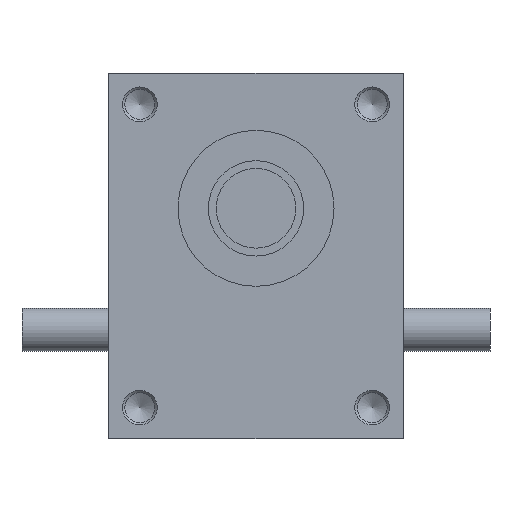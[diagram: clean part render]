
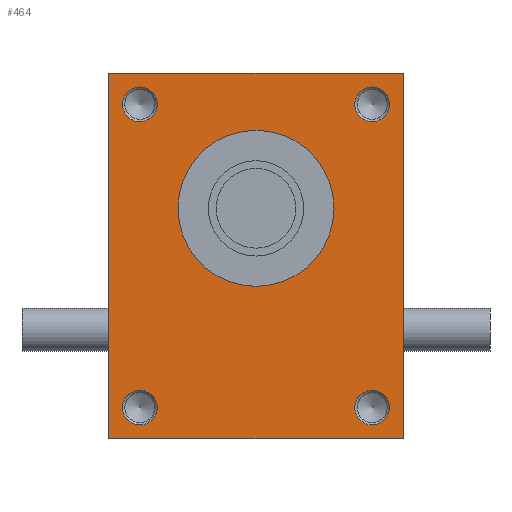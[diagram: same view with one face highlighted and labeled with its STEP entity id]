
A CAD part, front view. The second image highlights one B-rep face of the part: STEP entity #464.
In plain terms, the highlighted planar face has unit normal (0, -1, 0).
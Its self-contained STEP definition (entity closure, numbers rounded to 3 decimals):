
#464 = ADVANCED_FACE( '', ( #1005, #1006, #1007, #1008, #1009, #1010 ), #1011, .F. );
#1005 = FACE_BOUND( '', #1674, .T. );
#1006 = FACE_BOUND( '', #1675, .T. );
#1007 = FACE_BOUND( '', #1676, .T. );
#1008 = FACE_BOUND( '', #1677, .T. );
#1009 = FACE_BOUND( '', #1678, .T. );
#1010 = FACE_OUTER_BOUND( '', #1679, .T. );
#1011 = PLANE( '', #1680 );
#1674 = EDGE_LOOP( '', ( #2682 ) );
#1675 = EDGE_LOOP( '', ( #2683 ) );
#1676 = EDGE_LOOP( '', ( #2684 ) );
#1677 = EDGE_LOOP( '', ( #2685 ) );
#1678 = EDGE_LOOP( '', ( #2686 ) );
#1679 = EDGE_LOOP( '', ( #2687, #2688, #2689, #2690 ) );
#1680 = AXIS2_PLACEMENT_3D( '', #2691, #2692, #2693 );
#2682 = ORIENTED_EDGE( '', *, *, #3827, .F. );
#2683 = ORIENTED_EDGE( '', *, *, #3543, .F. );
#2684 = ORIENTED_EDGE( '', *, *, #3606, .F. );
#2685 = ORIENTED_EDGE( '', *, *, #3828, .F. );
#2686 = ORIENTED_EDGE( '', *, *, #3829, .T. );
#2687 = ORIENTED_EDGE( '', *, *, #3643, .T. );
#2688 = ORIENTED_EDGE( '', *, *, #3735, .F. );
#2689 = ORIENTED_EDGE( '', *, *, #3674, .F. );
#2690 = ORIENTED_EDGE( '', *, *, #3830, .T. );
#2691 = CARTESIAN_POINT( '', ( -85., -75., 105.5 ) );
#2692 = DIRECTION( '', ( 0., 1., 0. ) );
#2693 = DIRECTION( '', ( 0., 0., 1. ) );
#3543 = EDGE_CURVE( '', #4138, #4138, #4139, .T. );
#3606 = EDGE_CURVE( '', #4245, #4245, #4246, .T. );
#3643 = EDGE_CURVE( '', #4296, #4300, #4302, .T. );
#3674 = EDGE_CURVE( '', #4350, #4352, #4353, .T. );
#3735 = EDGE_CURVE( '', #4352, #4300, #4449, .T. );
#3827 = EDGE_CURVE( '', #4581, #4581, #4582, .T. );
#3828 = EDGE_CURVE( '', #4583, #4583, #4584, .T. );
#3829 = EDGE_CURVE( '', #4585, #4585, #4586, .T. );
#3830 = EDGE_CURVE( '', #4350, #4296, #4587, .T. );
#4138 = VERTEX_POINT( '', #4959 );
#4139 = CIRCLE( '', #4960, 10. );
#4245 = VERTEX_POINT( '', #5123 );
#4246 = CIRCLE( '', #5124, 10. );
#4296 = VERTEX_POINT( '', #5190 );
#4300 = VERTEX_POINT( '', #5196 );
#4302 = LINE( '', #5199, #5200 );
#4350 = VERTEX_POINT( '', #5294 );
#4352 = VERTEX_POINT( '', #5297 );
#4353 = LINE( '', #5298, #5299 );
#4449 = LINE( '', #5422, #5423 );
#4581 = VERTEX_POINT( '', #5592 );
#4582 = CIRCLE( '', #5593, 10. );
#4583 = VERTEX_POINT( '', #5594 );
#4584 = CIRCLE( '', #5595, 10. );
#4585 = VERTEX_POINT( '', #5596 );
#4586 = CIRCLE( '', #5597, 45. );
#4587 = LINE( '', #5598, #5599 );
#4959 = CARTESIAN_POINT( '', ( -67., -75., 77.5 ) );
#4960 = AXIS2_PLACEMENT_3D( '', #6026, #6027, #6028 );
#5123 = CARTESIAN_POINT( '', ( 67., -75., 77.5 ) );
#5124 = AXIS2_PLACEMENT_3D( '', #6122, #6123, #6124 );
#5190 = CARTESIAN_POINT( '', ( -85., -75., -105.5 ) );
#5196 = CARTESIAN_POINT( '', ( 85., -75., -105.5 ) );
#5199 = CARTESIAN_POINT( '', ( -85., -75., -105.5 ) );
#5200 = VECTOR( '', #6159, 1000. );
#5294 = CARTESIAN_POINT( '', ( -85., -75., 105.5 ) );
#5297 = CARTESIAN_POINT( '', ( 85., -75., 105.5 ) );
#5298 = CARTESIAN_POINT( '', ( -85., -75., 105.5 ) );
#5299 = VECTOR( '', #6192, 1000. );
#5422 = CARTESIAN_POINT( '', ( 85., -75., 105.5 ) );
#5423 = VECTOR( '', #6280, 1000. );
#5592 = CARTESIAN_POINT( '', ( -67., -75., -97.5 ) );
#5593 = AXIS2_PLACEMENT_3D( '', #6381, #6382, #6383 );
#5594 = CARTESIAN_POINT( '', ( 67., -75., -97.5 ) );
#5595 = AXIS2_PLACEMENT_3D( '', #6384, #6385, #6386 );
#5596 = CARTESIAN_POINT( '', ( 45., -75., 27.5 ) );
#5597 = AXIS2_PLACEMENT_3D( '', #6387, #6388, #6389 );
#5598 = CARTESIAN_POINT( '', ( -85., -75., 105.5 ) );
#5599 = VECTOR( '', #6390, 1000. );
#6026 = CARTESIAN_POINT( '', ( -67., -75., 87.5 ) );
#6027 = DIRECTION( '', ( 0., -1., 0. ) );
#6028 = DIRECTION( '', ( 0., 0., -1. ) );
#6122 = CARTESIAN_POINT( '', ( 67., -75., 87.5 ) );
#6123 = DIRECTION( '', ( 0., -1., 0. ) );
#6124 = DIRECTION( '', ( 0., 0., -1. ) );
#6159 = DIRECTION( '', ( 1., 0., 0. ) );
#6192 = DIRECTION( '', ( 1., 0., 0. ) );
#6280 = DIRECTION( '', ( 0., 0., -1. ) );
#6381 = CARTESIAN_POINT( '', ( -67., -75., -87.5 ) );
#6382 = DIRECTION( '', ( 0., -1., 0. ) );
#6383 = DIRECTION( '', ( 0., 0., -1. ) );
#6384 = CARTESIAN_POINT( '', ( 67., -75., -87.5 ) );
#6385 = DIRECTION( '', ( 0., -1., 0. ) );
#6386 = DIRECTION( '', ( 0., 0., -1. ) );
#6387 = CARTESIAN_POINT( '', ( 0., -75., 27.5 ) );
#6388 = DIRECTION( '', ( 0., 1., 0. ) );
#6389 = DIRECTION( '', ( 1., 0., 0. ) );
#6390 = DIRECTION( '', ( 0., 0., -1. ) );
